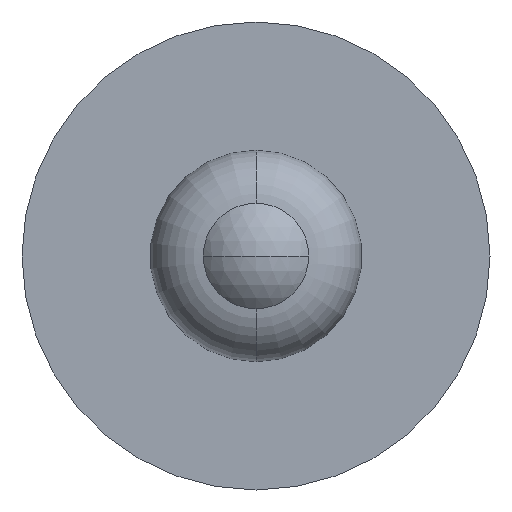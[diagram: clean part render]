
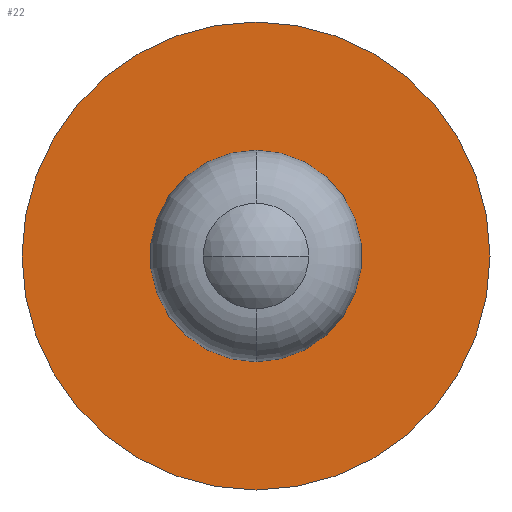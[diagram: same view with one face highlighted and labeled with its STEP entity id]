
A CAD part, front view. The second image highlights one B-rep face of the part: STEP entity #22.
In plain terms, the highlighted planar face has unit normal (0, -1, 0).
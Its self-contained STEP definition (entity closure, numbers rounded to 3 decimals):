
#21 = DIRECTION ( 'NONE',  ( 0., -1., 0. ) ) ;
#22 = ADVANCED_FACE ( 'NONE', ( #188, #231 ), #335, .T. ) ;
#30 = CARTESIAN_POINT ( 'NONE',  ( 0., 11.8, 0. ) ) ;
#31 = DIRECTION ( 'NONE',  ( 0., -1., 0. ) ) ;
#32 = CIRCLE ( 'NONE', #224, 8.065 ) ;
#36 = CIRCLE ( 'NONE', #107, 8.065 ) ;
#45 = DIRECTION ( 'NONE',  ( 0., 0., -1. ) ) ;
#61 = CIRCLE ( 'NONE', #95, 2.525 ) ;
#82 = CARTESIAN_POINT ( 'NONE',  ( 0., 11.8, -2.525 ) ) ;
#83 = CARTESIAN_POINT ( 'NONE',  ( 0., 11.8, 0. ) ) ;
#86 = ORIENTED_EDGE ( 'NONE', *, *, #294, .T. ) ;
#87 = CARTESIAN_POINT ( 'NONE',  ( 0., 11.8, 0. ) ) ;
#95 = AXIS2_PLACEMENT_3D ( 'NONE', #30, #31, #342 ) ;
#98 = EDGE_LOOP ( 'NONE', ( #247, #323 ) ) ;
#103 = CARTESIAN_POINT ( 'NONE',  ( 0., 11.8, 0. ) ) ;
#106 = VERTEX_POINT ( 'NONE', #246 ) ;
#107 = AXIS2_PLACEMENT_3D ( 'NONE', #83, #349, #45 ) ;
#109 = EDGE_CURVE ( 'NONE', #142, #312, #61, .T. ) ;
#112 = CARTESIAN_POINT ( 'NONE',  ( 0., 11.8, 2.525 ) ) ;
#116 = VERTEX_POINT ( 'NONE', #267 ) ;
#142 = VERTEX_POINT ( 'NONE', #82 ) ;
#145 = DIRECTION ( 'NONE',  ( 0., 0., -1. ) ) ;
#149 = AXIS2_PLACEMENT_3D ( 'NONE', #283, #21, #249 ) ;
#159 = EDGE_CURVE ( 'NONE', #312, #142, #191, .T. ) ;
#181 = DIRECTION ( 'NONE',  ( 0., -1., 0. ) ) ;
#188 = FACE_OUTER_BOUND ( 'NONE', #309, .T. ) ;
#191 = CIRCLE ( 'NONE', #296, 2.525 ) ;
#224 = AXIS2_PLACEMENT_3D ( 'NONE', #103, #181, #145 ) ;
#228 = EDGE_CURVE ( 'NONE', #106, #116, #36, .T. ) ;
#231 = FACE_BOUND ( 'NONE', #98, .T. ) ;
#235 = DIRECTION ( 'NONE',  ( 0., -1., 0. ) ) ;
#246 = CARTESIAN_POINT ( 'NONE',  ( 0., 11.8, 8.065 ) ) ;
#247 = ORIENTED_EDGE ( 'NONE', *, *, #109, .F. ) ;
#249 = DIRECTION ( 'NONE',  ( 0., 0., -1. ) ) ;
#267 = CARTESIAN_POINT ( 'NONE',  ( 0., 11.8, -8.065 ) ) ;
#283 = CARTESIAN_POINT ( 'NONE',  ( 2.525, 11.8, 0. ) ) ;
#294 = EDGE_CURVE ( 'NONE', #116, #106, #32, .T. ) ;
#296 = AXIS2_PLACEMENT_3D ( 'NONE', #87, #235, #361 ) ;
#309 = EDGE_LOOP ( 'NONE', ( #86, #356 ) ) ;
#312 = VERTEX_POINT ( 'NONE', #112 ) ;
#323 = ORIENTED_EDGE ( 'NONE', *, *, #159, .F. ) ;
#335 = PLANE ( 'NONE',  #149 ) ;
#342 = DIRECTION ( 'NONE',  ( 0., 0., -1. ) ) ;
#349 = DIRECTION ( 'NONE',  ( 0., -1., 0. ) ) ;
#356 = ORIENTED_EDGE ( 'NONE', *, *, #228, .T. ) ;
#361 = DIRECTION ( 'NONE',  ( 0., 0., -1. ) ) ;
